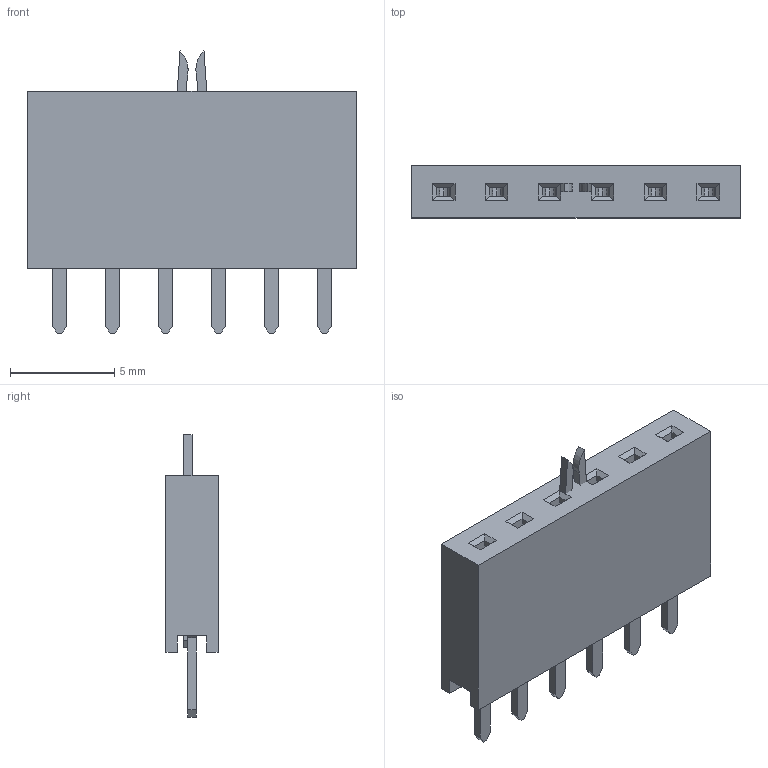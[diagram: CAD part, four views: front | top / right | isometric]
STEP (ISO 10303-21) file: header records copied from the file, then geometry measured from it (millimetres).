
FILE_DESCRIPTION( ( 'Unknown' ), '1' );
FILE_NAME( '61300611821.stp', 'Unknown', ( 'Unknown' ), ( 'Unknown' ), 'PSStep 14.0', 'Unknown', ' ' );
FILE_SCHEMA( ( 'AUTOMOTIVE_DESIGN { 1 0 10303 214 1 1 1 1 }' ) );
Length unit declared in the file: millimetre
Products named in the file (3): Assem1; 6130xx11821_PIN; 61300611821
Bounding box: 15.74 x 2.5 x 13.53 mm (x, y, z)
Surface area: 1465.6 mm2
Topology: 9 solids, 9 shells, 339 faces, 915 edges, 594 vertices
Faces by surface type: plane 311, cylinder 14, extrusion 14
Entity records: 4205 total; most frequent: CARTESIAN_POINT 612, ORIENTED_EDGE 570, DIRECTION 513, EDGE_CURVE 285, VECTOR 279, LINE 277, VERTEX_POINT 182, EDGE_LOOP 119
